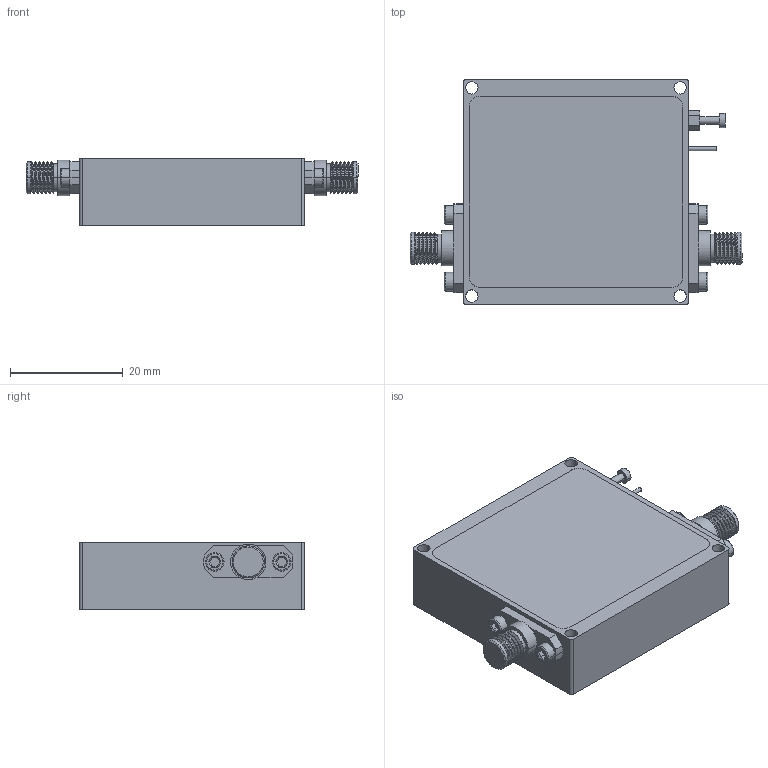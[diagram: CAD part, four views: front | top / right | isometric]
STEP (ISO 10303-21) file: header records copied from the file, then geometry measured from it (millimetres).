
FILE_DESCRIPTION (( 'STEP AP203' ), '1' );
FILE_NAME ('BG-ZC-9.STEP', '2022-07-12T17:52:10', ( '' ), ( '' ), 'SwSTEP 2.0', 'SolidWorks 2021', '' );
FILE_SCHEMA (( 'CONFIG_CONTROL_DESIGN' ));
Length unit declared in the file: millimetre
Products named in the file (1): BG-ZC-9
Bounding box: 59 x 40 x 12 mm (x, y, z)
Volume: 19783.7 mm3; surface area: 9570.8 mm2
Topology: 10 solids, 10 shells, 482 faces, 1084 edges, 642 vertices
Faces by surface type: bspline 224, plane 132, cylinder 104, cone 14, torus 8
Entity records: 13587 total; most frequent: CARTESIAN_POINT 4921, ORIENTED_EDGE 2168, DIRECTION 1248, EDGE_CURVE 1084, VERTEX_POINT 642, EDGE_LOOP 518, ADVANCED_FACE 482, FACE_OUTER_BOUND 482
